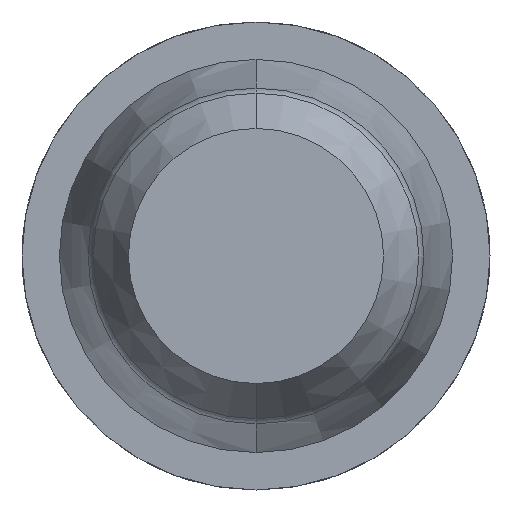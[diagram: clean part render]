
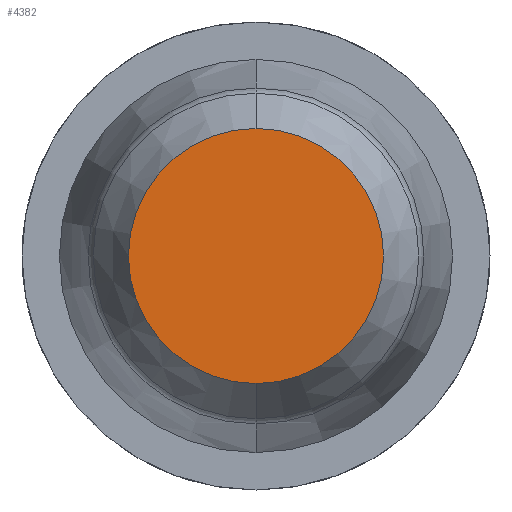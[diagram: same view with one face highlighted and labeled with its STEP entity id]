
A CAD part, front view. The second image highlights one B-rep face of the part: STEP entity #4382.
In plain terms, the highlighted planar face has unit normal (0, -1, 0).
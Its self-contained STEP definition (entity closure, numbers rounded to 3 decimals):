
#207 = CARTESIAN_POINT ( 'NONE',  ( 0., -30.5, 0. ) ) ;
#244 = VERTEX_POINT ( 'NONE', #2648 ) ;
#421 = EDGE_CURVE ( 'Defeature ausgef�hrt2_1+Defeature ausgef�hrt2_0+Defeature ausgef�hrt2_0+Defeature ausgef�hrt2_0', #244, #586, #4358, .T. ) ;
#586 = VERTEX_POINT ( 'NONE', #666 ) ;
#666 = CARTESIAN_POINT ( 'NONE',  ( 0., -30.5, -0.627 ) ) ;
#993 = EDGE_CURVE ( 'Defeature ausgef�hrt2_1+Defeature ausgef�hrt2_0+Defeature ausgef�hrt2_0+Defeature ausgef�hrt2_0', #586, #244, #3895, .T. ) ;
#1290 = DIRECTION ( 'NONE',  ( 0., 1., 0. ) ) ;
#1453 = CARTESIAN_POINT ( 'NONE',  ( 0., -30.5, 0. ) ) ;
#1547 = EDGE_LOOP ( 'NONE', ( #2514, #4172 ) ) ;
#1613 = AXIS2_PLACEMENT_3D ( 'NONE', #2374, #3777, #3419 ) ;
#2374 = CARTESIAN_POINT ( 'NONE',  ( 0., -30.5, 0. ) ) ;
#2514 = ORIENTED_EDGE ( 'NONE', *, *, #421, .F. ) ;
#2549 = PLANE ( 'NONE',  #2594 ) ;
#2594 = AXIS2_PLACEMENT_3D ( 'NONE', #1453, #4692, #4711 ) ;
#2648 = CARTESIAN_POINT ( 'NONE',  ( 0., -30.5, 0.627 ) ) ;
#2733 = DIRECTION ( 'NONE',  ( 0., 0., 1. ) ) ;
#3419 = DIRECTION ( 'NONE',  ( 0., 0., 1. ) ) ;
#3777 = DIRECTION ( 'NONE',  ( 0., 1., 0. ) ) ;
#3895 = CIRCLE ( 'NONE', #1613, 0.627 ) ;
#3979 = FACE_OUTER_BOUND ( 'NONE', #1547, .T. ) ;
#4172 = ORIENTED_EDGE ( 'NONE', *, *, #993, .F. ) ;
#4284 = AXIS2_PLACEMENT_3D ( 'NONE', #207, #1290, #2733 ) ;
#4358 = CIRCLE ( 'NONE', #4284, 0.627 ) ;
#4382 = ADVANCED_FACE ( 'Defeature ausgef�hrt2_0', ( #3979 ), #2549, .F. ) ;
#4692 = DIRECTION ( 'NONE',  ( 0., 1., 0. ) ) ;
#4711 = DIRECTION ( 'NONE',  ( 0., 0., 1. ) ) ;
